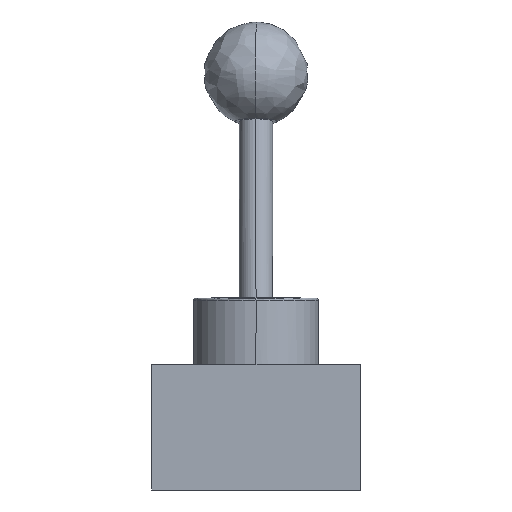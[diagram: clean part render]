
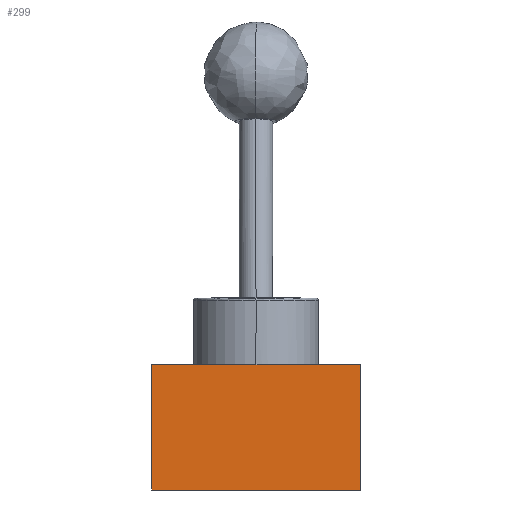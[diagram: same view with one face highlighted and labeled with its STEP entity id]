
A CAD part, left-side view. The second image highlights one B-rep face of the part: STEP entity #299.
In plain terms, the highlighted planar face has unit normal (-1, 0, 0).
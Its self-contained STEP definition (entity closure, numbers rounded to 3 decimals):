
#16 = LINE ( 'NONE', #356, #888 ) ;
#71 = CARTESIAN_POINT ( 'NONE',  ( -103.366, -44.912, 67.241 ) ) ;
#88 = EDGE_CURVE ( 'NONE', #161, #1118, #1993, .T. ) ;
#91 = LINE ( 'NONE', #1072, #1519 ) ;
#161 = VERTEX_POINT ( 'NONE', #737 ) ;
#251 = EDGE_CURVE ( 'NONE', #1118, #1137, #91, .T. ) ;
#263 = ORIENTED_EDGE ( 'NONE', *, *, #251, .F. ) ;
#299 = ADVANCED_FACE ( 'NONE', ( #1847 ), #1747, .F. ) ;
#356 = CARTESIAN_POINT ( 'NONE',  ( -103.366, -44.912, 67.241 ) ) ;
#415 = CARTESIAN_POINT ( 'NONE',  ( -103.366, -69.912, 37.241 ) ) ;
#420 = CARTESIAN_POINT ( 'NONE',  ( -103.366, -69.912, 67.241 ) ) ;
#482 = AXIS2_PLACEMENT_3D ( 'NONE', #596, #1887, #761 ) ;
#496 = EDGE_CURVE ( 'NONE', #1591, #161, #16, .T. ) ;
#533 = LINE ( 'NONE', #815, #986 ) ;
#596 = CARTESIAN_POINT ( 'NONE',  ( -103.366, -69.912, 67.241 ) ) ;
#615 = EDGE_CURVE ( 'NONE', #2045, #1591, #1104, .T. ) ;
#684 = VECTOR ( 'NONE', #1832, 1000. ) ;
#694 = CARTESIAN_POINT ( 'NONE',  ( -103.366, -19.912, 37.241 ) ) ;
#737 = CARTESIAN_POINT ( 'NONE',  ( -103.366, -44.912, 67.241 ) ) ;
#761 = DIRECTION ( 'NONE',  ( 0., 0., -1. ) ) ;
#815 = CARTESIAN_POINT ( 'NONE',  ( -103.366, -44.912, 37.241 ) ) ;
#833 = DIRECTION ( 'NONE',  ( 0., -1., 0. ) ) ;
#888 = VECTOR ( 'NONE', #833, 1000. ) ;
#986 = VECTOR ( 'NONE', #1739, 1000. ) ;
#1051 = EDGE_LOOP ( 'NONE', ( #1718, #1655, #1677, #1145, #263 ) ) ;
#1072 = CARTESIAN_POINT ( 'NONE',  ( -103.366, -69.912, 52.241 ) ) ;
#1104 = LINE ( 'NONE', #1668, #684 ) ;
#1118 = VERTEX_POINT ( 'NONE', #420 ) ;
#1137 = VERTEX_POINT ( 'NONE', #415 ) ;
#1145 = ORIENTED_EDGE ( 'NONE', *, *, #1263, .F. ) ;
#1263 = EDGE_CURVE ( 'NONE', #1137, #2045, #533, .T. ) ;
#1492 = VECTOR ( 'NONE', #1827, 1000. ) ;
#1519 = VECTOR ( 'NONE', #1699, 1000. ) ;
#1591 = VERTEX_POINT ( 'NONE', #1647 ) ;
#1647 = CARTESIAN_POINT ( 'NONE',  ( -103.366, -19.912, 67.241 ) ) ;
#1655 = ORIENTED_EDGE ( 'NONE', *, *, #496, .F. ) ;
#1668 = CARTESIAN_POINT ( 'NONE',  ( -103.366, -19.912, 52.241 ) ) ;
#1677 = ORIENTED_EDGE ( 'NONE', *, *, #615, .F. ) ;
#1699 = DIRECTION ( 'NONE',  ( 0., 0., -1. ) ) ;
#1718 = ORIENTED_EDGE ( 'NONE', *, *, #88, .F. ) ;
#1739 = DIRECTION ( 'NONE',  ( 0., 1., 0. ) ) ;
#1747 = PLANE ( 'NONE',  #482 ) ;
#1827 = DIRECTION ( 'NONE',  ( 0., -1., 0. ) ) ;
#1832 = DIRECTION ( 'NONE',  ( 0., 0., 1. ) ) ;
#1847 = FACE_OUTER_BOUND ( 'NONE', #1051, .T. ) ;
#1887 = DIRECTION ( 'NONE',  ( 1., 0., 0. ) ) ;
#1993 = LINE ( 'NONE', #71, #1492 ) ;
#2045 = VERTEX_POINT ( 'NONE', #694 ) ;
